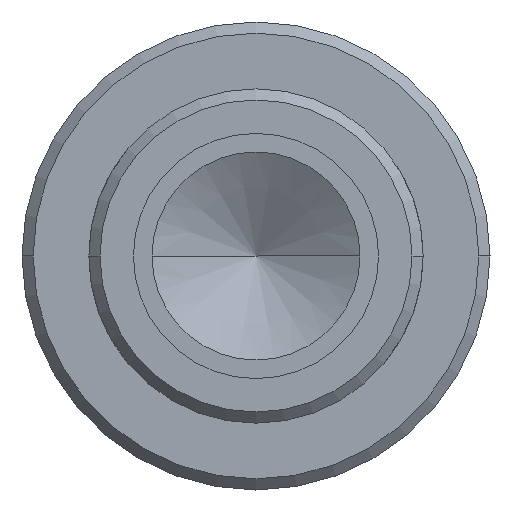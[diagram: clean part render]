
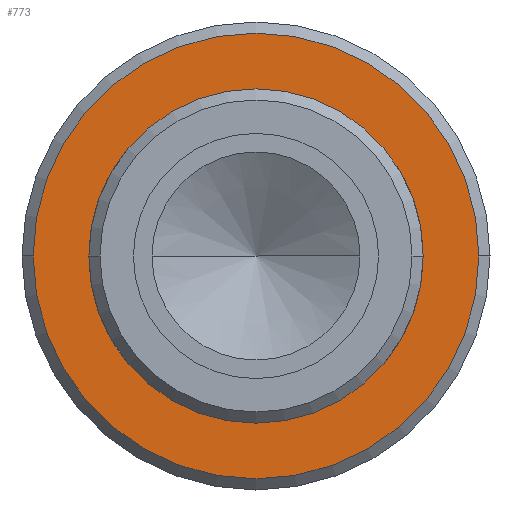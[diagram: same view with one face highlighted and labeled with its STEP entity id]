
A CAD part, left-side view. The second image highlights one B-rep face of the part: STEP entity #773.
In plain terms, the highlighted planar face has unit normal (-1, 0, 0).
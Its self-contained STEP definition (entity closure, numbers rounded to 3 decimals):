
#132=CARTESIAN_POINT('',(85.2,22.5,0.));
#133=VERTEX_POINT('',#132);
#142=CARTESIAN_POINT('',(85.2,-22.5,0.));
#143=VERTEX_POINT('',#142);
#144=CARTESIAN_POINT('',(85.2,0.,0.0));
#145=DIRECTION('',(-1.0,0.0,0.0));
#146=DIRECTION('',(0.0,1.0,0.0));
#147=AXIS2_PLACEMENT_3D('',#144,#145,#146);
#148=CIRCLE('',#147,22.5);
#149=EDGE_CURVE('',#133,#143,#148,.T.);
#293=CARTESIAN_POINT('',(85.2,-30.,0.));
#294=VERTEX_POINT('',#293);
#308=CARTESIAN_POINT('',(85.2,30.0,0.));
#309=VERTEX_POINT('',#308);
#316=CARTESIAN_POINT('',(85.2,0.,0.0));
#317=DIRECTION('',(1.0,0.0,0.0));
#318=DIRECTION('',(0.0,-1.0,0.0));
#319=AXIS2_PLACEMENT_3D('',#316,#317,#318);
#320=CIRCLE('',#319,30.);
#321=EDGE_CURVE('',#309,#294,#320,.T.);
#748=CARTESIAN_POINT('',(85.2,15.75,0.0));
#749=DIRECTION('',(-1.0,0.0,0.0));
#750=DIRECTION('',(0.0,0.0,1.0));
#751=AXIS2_PLACEMENT_3D('',#748,#749,#750);
#752=PLANE('',#751);
#753=ORIENTED_EDGE('',*,*,#321,.F.);
#754=CARTESIAN_POINT('',(85.2,0.,0.0));
#755=DIRECTION('',(1.0,0.0,0.0));
#756=DIRECTION('',(0.0,-1.0,0.0));
#757=AXIS2_PLACEMENT_3D('',#754,#755,#756);
#758=CIRCLE('',#757,30.);
#759=EDGE_CURVE('',#294,#309,#758,.T.);
#760=ORIENTED_EDGE('',*,*,#759,.F.);
#761=EDGE_LOOP('',(#753,#760));
#762=FACE_OUTER_BOUND('',#761,.T.);
#763=CARTESIAN_POINT('',(85.2,0.,0.0));
#764=DIRECTION('',(-1.0,0.0,0.0));
#765=DIRECTION('',(0.0,1.0,0.0));
#766=AXIS2_PLACEMENT_3D('',#763,#764,#765);
#767=CIRCLE('',#766,22.5);
#768=EDGE_CURVE('',#143,#133,#767,.T.);
#769=ORIENTED_EDGE('',*,*,#768,.F.);
#770=ORIENTED_EDGE('',*,*,#149,.F.);
#771=EDGE_LOOP('',(#769,#770));
#772=FACE_BOUND('',#771,.T.);
#773=ADVANCED_FACE('',(#762,#772),#752,.T.);
